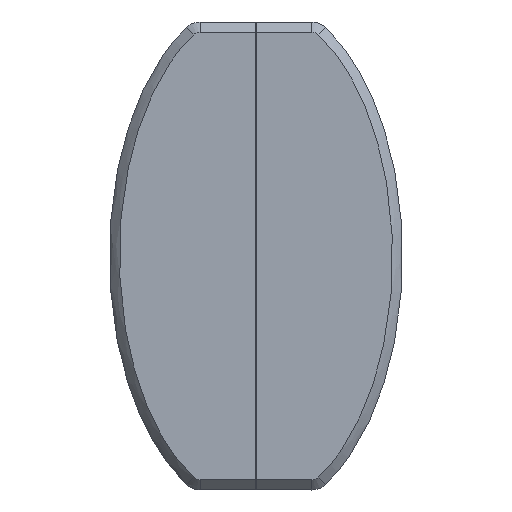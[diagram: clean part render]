
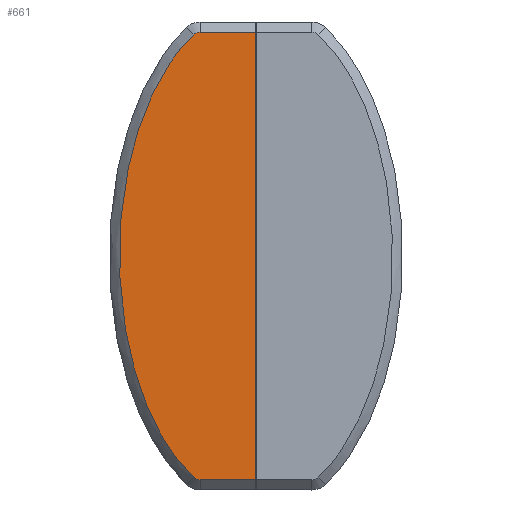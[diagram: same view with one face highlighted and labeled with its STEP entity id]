
A CAD part, left-side view. The second image highlights one B-rep face of the part: STEP entity #661.
In plain terms, the highlighted planar face has unit normal (-1, 0, 0).
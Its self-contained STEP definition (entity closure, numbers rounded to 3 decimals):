
#155=DIRECTION('',(0.,0.,1.));
#156=VECTOR('',#155,43.989);
#157=CARTESIAN_POINT('',(-33.,0.075,-21.995));
#158=LINE('',#157,#156);
#159=CARTESIAN_POINT('',(-33.,0.075,-21.995));
#160=CARTESIAN_POINT('',(-33.,0.68,-21.995));
#161=CARTESIAN_POINT('',(-33.,2.483,-21.995));
#162=CARTESIAN_POINT('',(-33.,4.288,-21.995));
#163=CARTESIAN_POINT('',(-33.,5.489,-21.995));
#165=CARTESIAN_POINT('',(-33.,5.489,-21.995));
#166=CARTESIAN_POINT('',(-33.,5.545,-21.995));
#167=CARTESIAN_POINT('',(-33.,5.682,-21.983));
#168=CARTESIAN_POINT('',(-33.,5.892,-21.92));
#169=CARTESIAN_POINT('',(-33.,6.064,-21.819));
#170=CARTESIAN_POINT('',(-33.,6.154,-21.742));
#171=CARTESIAN_POINT('',(-33.,6.181,-21.716));
#173=CARTESIAN_POINT('',(-33.,6.181,-21.716));
#174=CARTESIAN_POINT('',(-33.,6.578,-21.333));
#175=CARTESIAN_POINT('',(-33.,7.322,-20.529));
#176=CARTESIAN_POINT('',(-33.,8.273,-19.272));
#177=CARTESIAN_POINT('',(-33.,9.104,-17.971));
#178=CARTESIAN_POINT('',(-33.,9.831,-16.645));
#179=CARTESIAN_POINT('',(-33.,10.477,-15.281));
#180=CARTESIAN_POINT('',(-33.,11.056,-13.866));
#181=CARTESIAN_POINT('',(-33.,11.557,-12.44));
#182=CARTESIAN_POINT('',(-33.,11.986,-11.017));
#183=CARTESIAN_POINT('',(-33.,12.373,-9.509));
#184=CARTESIAN_POINT('',(-33.,12.726,-7.844));
#185=CARTESIAN_POINT('',(-33.,13.042,-5.922));
#186=CARTESIAN_POINT('',(-33.,13.29,-3.723));
#187=CARTESIAN_POINT('',(-33.,13.429,-1.355));
#188=CARTESIAN_POINT('',(-33.,13.437,1.096));
#189=CARTESIAN_POINT('',(-33.,13.308,3.52));
#190=CARTESIAN_POINT('',(-33.,13.06,5.796));
#191=CARTESIAN_POINT('',(-33.,12.738,7.784));
#192=CARTESIAN_POINT('',(-33.,12.379,9.487));
#193=CARTESIAN_POINT('',(-33.,11.988,11.014));
#194=CARTESIAN_POINT('',(-33.,11.556,12.444));
#195=CARTESIAN_POINT('',(-33.,11.055,13.87));
#196=CARTESIAN_POINT('',(-33.,10.476,15.284));
#197=CARTESIAN_POINT('',(-33.,9.83,16.647));
#198=CARTESIAN_POINT('',(-33.,9.103,17.974));
#199=CARTESIAN_POINT('',(-33.,8.271,19.275));
#200=CARTESIAN_POINT('',(-33.,7.32,20.531));
#201=CARTESIAN_POINT('',(-33.,6.577,21.334));
#202=CARTESIAN_POINT('',(-33.,6.181,21.716));
#204=CARTESIAN_POINT('',(-33.,6.181,21.716));
#205=CARTESIAN_POINT('',(-33.,6.154,21.742));
#206=CARTESIAN_POINT('',(-33.,6.064,21.819));
#207=CARTESIAN_POINT('',(-33.,5.892,21.92));
#208=CARTESIAN_POINT('',(-33.,5.682,21.983));
#209=CARTESIAN_POINT('',(-33.,5.545,21.995));
#210=CARTESIAN_POINT('',(-33.,5.489,21.995));
#212=CARTESIAN_POINT('',(-33.,5.489,21.995));
#213=CARTESIAN_POINT('',(-33.,4.288,21.995));
#214=CARTESIAN_POINT('',(-33.,2.483,21.995));
#215=CARTESIAN_POINT('',(-33.,0.68,21.995));
#216=CARTESIAN_POINT('',(-33.,0.075,21.995));
#377=CARTESIAN_POINT('',(-33.,0.075,-21.995));
#378=CARTESIAN_POINT('',(-33.,0.075,21.995));
#379=VERTEX_POINT('',#377);
#380=VERTEX_POINT('',#378);
#387=VERTEX_POINT('',#204);
#388=VERTEX_POINT('',#210);
#391=VERTEX_POINT('',#165);
#392=VERTEX_POINT('',#171);
#644=CARTESIAN_POINT('',(-33.,0.,0.));
#645=DIRECTION('',(-1.,0.,0.));
#646=DIRECTION('',(0.,0.,1.));
#647=AXIS2_PLACEMENT_3D('',#644,#645,#646);
#648=PLANE('',#647);
#649=ORIENTED_EDGE('',*,*,#412,.F.);
#651=ORIENTED_EDGE('',*,*,#650,.T.);
#653=ORIENTED_EDGE('',*,*,#652,.T.);
#655=ORIENTED_EDGE('',*,*,#654,.T.);
#657=ORIENTED_EDGE('',*,*,#656,.T.);
#658=ORIENTED_EDGE('',*,*,#636,.T.);
#659=EDGE_LOOP('',(#649,#651,#653,#655,#657,#658));
#660=FACE_OUTER_BOUND('',#659,.F.);
#661=ADVANCED_FACE('',(#660),#648,.T.);
#164=B_SPLINE_CURVE_WITH_KNOTS('',3,(#159,#160,#161,#162,#163),.UNSPECIFIED.,
.F.,.F.,(4,1,4),(0.,0.336,1.),.UNSPECIFIED.);
#172=B_SPLINE_CURVE_WITH_KNOTS('',3,(#165,#166,#167,#168,#169,#170,#171),
.UNSPECIFIED.,.F.,.F.,(4,1,1,1,4),(0.,0.222,0.537,
0.852,1.),.UNSPECIFIED.);
#203=B_SPLINE_CURVE_WITH_KNOTS('',3,(#173,#174,#175,#176,#177,#178,#179,#180,
#181,#182,#183,#184,#185,#186,#187,#188,#189,#190,#191,#192,#193,#194,#195,#196,
#197,#198,#199,#200,#201,#202),.UNSPECIFIED.,.F.,.F.,(4,1,1,1,1,1,1,1,1,1,1,1,1,
1,1,1,1,1,1,1,1,1,1,1,1,1,1,4),(0.,0.035,0.073,
0.11,0.147,0.184,0.221,
0.258,0.296,0.333,0.37,
0.407,0.444,0.481,0.519,
0.556,0.593,0.63,0.667,
0.704,0.742,0.779,0.816,
0.853,0.89,0.928,0.965,1.),
.UNSPECIFIED.);
#211=B_SPLINE_CURVE_WITH_KNOTS('',3,(#204,#205,#206,#207,#208,#209,#210),
.UNSPECIFIED.,.F.,.F.,(4,1,1,1,4),(0.,0.148,0.463,
0.778,1.),.UNSPECIFIED.);
#217=B_SPLINE_CURVE_WITH_KNOTS('',3,(#212,#213,#214,#215,#216),.UNSPECIFIED.,
.F.,.F.,(4,1,4),(0.,0.664,1.),.UNSPECIFIED.);
#412=EDGE_CURVE('',#379,#380,#158,.T.);
#636=EDGE_CURVE('',#388,#380,#217,.T.);
#650=EDGE_CURVE('',#379,#391,#164,.T.);
#652=EDGE_CURVE('',#391,#392,#172,.T.);
#654=EDGE_CURVE('',#392,#387,#203,.T.);
#656=EDGE_CURVE('',#387,#388,#211,.T.);
